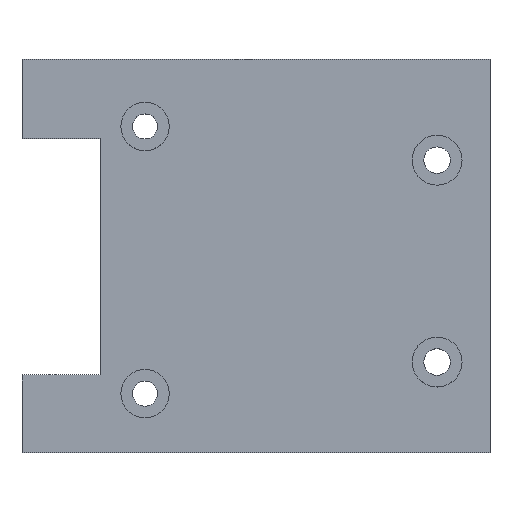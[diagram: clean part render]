
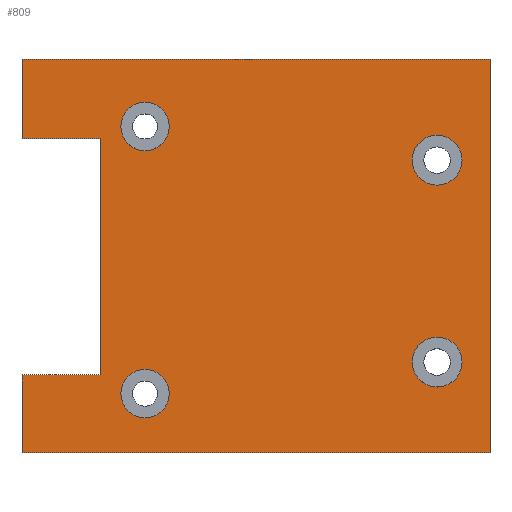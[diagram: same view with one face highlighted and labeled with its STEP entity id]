
A CAD part, top view. The second image highlights one B-rep face of the part: STEP entity #809.
In plain terms, the highlighted planar face has unit normal (0, 0, 1).
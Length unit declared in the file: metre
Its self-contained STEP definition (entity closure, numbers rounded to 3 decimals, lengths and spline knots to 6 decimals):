
#22=CIRCLE('',#873,0.0032);
#23=CIRCLE('',#874,0.0032);
#24=CIRCLE('',#875,0.0031);
#25=CIRCLE('',#876,0.0031);
#48=ORIENTED_EDGE('',*,*,#264,.F.);
#49=ORIENTED_EDGE('',*,*,#265,.F.);
#50=ORIENTED_EDGE('',*,*,#266,.F.);
#51=ORIENTED_EDGE('',*,*,#267,.F.);
#52=ORIENTED_EDGE('',*,*,#268,.T.);
#53=ORIENTED_EDGE('',*,*,#269,.F.);
#54=ORIENTED_EDGE('',*,*,#270,.F.);
#55=ORIENTED_EDGE('',*,*,#271,.F.);
#56=ORIENTED_EDGE('',*,*,#272,.F.);
#57=ORIENTED_EDGE('',*,*,#273,.T.);
#58=ORIENTED_EDGE('',*,*,#274,.T.);
#59=ORIENTED_EDGE('',*,*,#275,.F.);
#264=EDGE_CURVE('',#372,#372,#22,.T.);
#265=EDGE_CURVE('',#373,#373,#23,.T.);
#266=EDGE_CURVE('',#374,#374,#24,.T.);
#267=EDGE_CURVE('',#375,#375,#25,.T.);
#268=EDGE_CURVE('',#376,#377,#446,.T.);
#269=EDGE_CURVE('',#378,#377,#447,.T.);
#270=EDGE_CURVE('',#379,#378,#448,.T.);
#271=EDGE_CURVE('',#380,#379,#449,.T.);
#272=EDGE_CURVE('',#381,#380,#450,.T.);
#273=EDGE_CURVE('',#381,#382,#451,.T.);
#274=EDGE_CURVE('',#382,#383,#452,.T.);
#275=EDGE_CURVE('',#376,#383,#453,.T.);
#372=VERTEX_POINT('',#1187);
#373=VERTEX_POINT('',#1189);
#374=VERTEX_POINT('',#1191);
#375=VERTEX_POINT('',#1193);
#376=VERTEX_POINT('',#1195);
#377=VERTEX_POINT('',#1196);
#378=VERTEX_POINT('',#1198);
#379=VERTEX_POINT('',#1200);
#380=VERTEX_POINT('',#1202);
#381=VERTEX_POINT('',#1204);
#382=VERTEX_POINT('',#1206);
#383=VERTEX_POINT('',#1208);
#446=LINE('',#1194,#534);
#447=LINE('',#1197,#535);
#448=LINE('',#1199,#536);
#449=LINE('',#1201,#537);
#450=LINE('',#1203,#538);
#451=LINE('',#1205,#539);
#452=LINE('',#1207,#540);
#453=LINE('',#1209,#541);
#534=VECTOR('',#961,1.);
#535=VECTOR('',#962,1.);
#536=VECTOR('',#963,1.);
#537=VECTOR('',#964,1.);
#538=VECTOR('',#965,1.);
#539=VECTOR('',#966,1.);
#540=VECTOR('',#967,1.);
#541=VECTOR('',#968,1.);
#617=EDGE_LOOP('',(#48));
#618=EDGE_LOOP('',(#49));
#619=EDGE_LOOP('',(#50));
#620=EDGE_LOOP('',(#51));
#621=EDGE_LOOP('',(#52,#53,#54,#55,#56,#57,#58,#59));
#693=FACE_BOUND('',#617,.T.);
#694=FACE_BOUND('',#618,.T.);
#695=FACE_BOUND('',#619,.T.);
#696=FACE_BOUND('',#620,.T.);
#697=FACE_BOUND('',#621,.T.);
#769=PLANE('',#872);
#809=ADVANCED_FACE('',(#693,#694,#695,#696,#697),#769,.T.);
#872=AXIS2_PLACEMENT_3D('',#1185,#951,#952);
#873=AXIS2_PLACEMENT_3D('',#1186,#953,#954);
#874=AXIS2_PLACEMENT_3D('',#1188,#955,#956);
#875=AXIS2_PLACEMENT_3D('',#1190,#957,#958);
#876=AXIS2_PLACEMENT_3D('',#1192,#959,#960);
#951=DIRECTION('',(0.,0.,1.));
#952=DIRECTION('',(1.,0.,0.));
#953=DIRECTION('',(0.,0.,1.));
#954=DIRECTION('',(1.,0.,0.));
#955=DIRECTION('',(0.,0.,1.));
#956=DIRECTION('',(1.,0.,0.));
#957=DIRECTION('',(0.,0.,1.));
#958=DIRECTION('',(1.,0.,0.));
#959=DIRECTION('',(0.,0.,1.));
#960=DIRECTION('',(1.,0.,0.));
#961=DIRECTION('',(1.,0.,0.));
#962=DIRECTION('',(0.,1.,0.));
#963=DIRECTION('',(1.,0.,0.));
#964=DIRECTION('',(0.,1.,0.));
#965=DIRECTION('',(-1.,0.,0.));
#966=DIRECTION('',(0.,1.,0.));
#967=DIRECTION('',(-1.,0.,0.));
#968=DIRECTION('',(0.,1.,0.));
#1185=CARTESIAN_POINT('',(0.,-0.10025,0.0445));
#1186=CARTESIAN_POINT('',(0.02322,-0.09347,0.0445));
#1187=CARTESIAN_POINT('',(0.02642,-0.09347,0.0445));
#1188=CARTESIAN_POINT('',(0.02322,-0.11935,0.0445));
#1189=CARTESIAN_POINT('',(0.02642,-0.11935,0.0445));
#1190=CARTESIAN_POINT('',(-0.01423,-0.1234,0.0445));
#1191=CARTESIAN_POINT('',(-0.01113,-0.1234,0.0445));
#1192=CARTESIAN_POINT('',(-0.01423,-0.08915,0.0445));
#1193=CARTESIAN_POINT('',(-0.01113,-0.08915,0.0445));
#1194=CARTESIAN_POINT('',(-0.025,-0.090688,0.0445));
#1195=CARTESIAN_POINT('',(-0.03,-0.090688,0.0445));
#1196=CARTESIAN_POINT('',(-0.02,-0.090688,0.0445));
#1197=CARTESIAN_POINT('',(-0.02,-0.110844,0.0445));
#1198=CARTESIAN_POINT('',(-0.02,-0.121,0.0445));
#1199=CARTESIAN_POINT('',(-0.025,-0.121,0.0445));
#1200=CARTESIAN_POINT('',(-0.03,-0.121,0.0445));
#1201=CARTESIAN_POINT('',(-0.03,-0.1205,0.0445));
#1202=CARTESIAN_POINT('',(-0.03,-0.131,0.0445));
#1203=CARTESIAN_POINT('',(0.,-0.131,0.0445));
#1204=CARTESIAN_POINT('',(0.03,-0.131,0.0445));
#1205=CARTESIAN_POINT('',(0.03,-0.1205,0.0445));
#1206=CARTESIAN_POINT('',(0.03,-0.0805,0.0445));
#1207=CARTESIAN_POINT('',(0.,-0.0805,0.0445));
#1208=CARTESIAN_POINT('',(-0.03,-0.0805,0.0445));
#1209=CARTESIAN_POINT('',(-0.03,-0.1205,0.0445));
